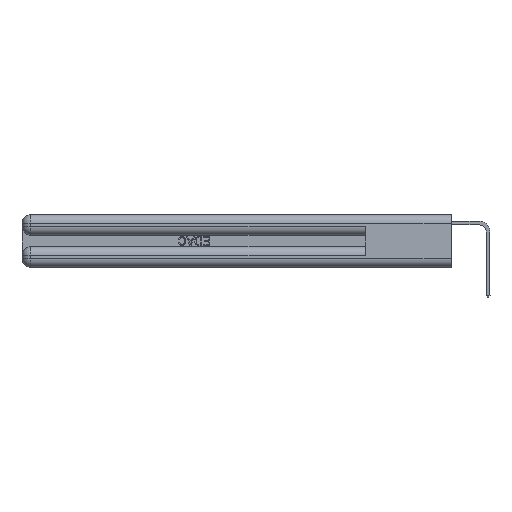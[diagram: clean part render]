
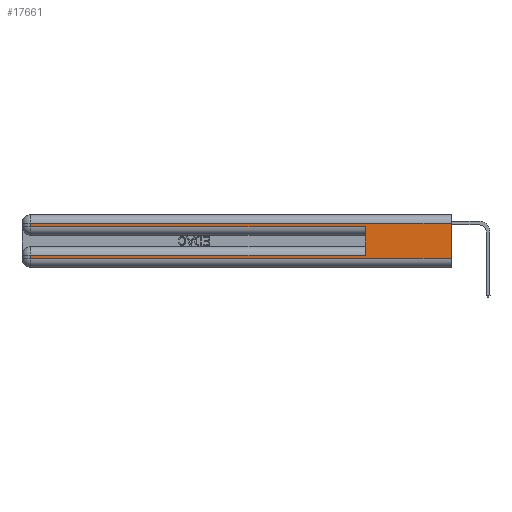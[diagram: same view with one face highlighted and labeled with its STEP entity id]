
A CAD part, left-side view. The second image highlights one B-rep face of the part: STEP entity #17661.
In plain terms, the highlighted planar face has unit normal (-1, 0, 0).
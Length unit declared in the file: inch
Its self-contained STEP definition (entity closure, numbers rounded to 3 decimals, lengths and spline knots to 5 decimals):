
#268 = DIRECTION ( 'NONE',  ( 0., 1., 0. ) ) ;
#2117 = VECTOR ( 'NONE', #22881, 39.37008 ) ;
#2308 = LINE ( 'NONE', #15311, #15429 ) ;
#2542 = DIRECTION ( 'NONE',  ( 1., 0., 0. ) ) ;
#2850 = LINE ( 'NONE', #11288, #18164 ) ;
#3167 = CARTESIAN_POINT ( 'NONE',  ( 0., 0., 0.285 ) ) ;
#4563 = EDGE_CURVE ( 'NONE', #23907, #17171, #2850, .T. ) ;
#4660 = CARTESIAN_POINT ( 'NONE',  ( 0., 0.6, 0.285 ) ) ;
#4840 = LINE ( 'NONE', #8984, #26735 ) ;
#5108 = DIRECTION ( 'NONE',  ( 0., -1., 0. ) ) ;
#5551 = CARTESIAN_POINT ( 'NONE',  ( 0., 2.94, 0.37 ) ) ;
#5593 = CARTESIAN_POINT ( 'NONE',  ( 0., 2.94, 0.31 ) ) ;
#5993 = CARTESIAN_POINT ( 'NONE',  ( 0., 0., 0.37 ) ) ;
#7763 = DIRECTION ( 'NONE',  ( 0., 0., -1. ) ) ;
#7831 = ORIENTED_EDGE ( 'NONE', *, *, #21213, .T. ) ;
#8061 = LINE ( 'NONE', #5993, #2117 ) ;
#8898 = CARTESIAN_POINT ( 'NONE',  ( 0., 0., 0.37 ) ) ;
#8984 = CARTESIAN_POINT ( 'NONE',  ( 0., 0., 0.06 ) ) ;
#9205 = EDGE_CURVE ( 'NONE', #23705, #14628, #24523, .T. ) ;
#9576 = EDGE_CURVE ( 'NONE', #14354, #17171, #17992, .T. ) ;
#10974 = DIRECTION ( 'NONE',  ( 0., 0., -1. ) ) ;
#11288 = CARTESIAN_POINT ( 'NONE',  ( 0., 0.6, 0.145 ) ) ;
#12433 = EDGE_CURVE ( 'NONE', #14628, #22703, #4840, .T. ) ;
#13512 = DIRECTION ( 'NONE',  ( 0., 0., 1. ) ) ;
#13728 = CARTESIAN_POINT ( 'NONE',  ( 0., 2.94, 0.06 ) ) ;
#13729 = ORIENTED_EDGE ( 'NONE', *, *, #4563, .F. ) ;
#14354 = VERTEX_POINT ( 'NONE', #24464 ) ;
#14448 = LINE ( 'NONE', #20814, #19148 ) ;
#14628 = VERTEX_POINT ( 'NONE', #13728 ) ;
#14979 = EDGE_CURVE ( 'NONE', #23907, #23705, #23802, .T. ) ;
#15311 = CARTESIAN_POINT ( 'NONE',  ( 0., 2.94, 0.37 ) ) ;
#15429 = VECTOR ( 'NONE', #19213, 39.37008 ) ;
#16547 = ORIENTED_EDGE ( 'NONE', *, *, #25449, .T. ) ;
#16743 = EDGE_LOOP ( 'NONE', ( #21585, #16547, #7831, #17272, #13729, #20254, #19844, #25492 ) ) ;
#16967 = VECTOR ( 'NONE', #5108, 39.37008 ) ;
#17171 = VERTEX_POINT ( 'NONE', #4660 ) ;
#17272 = ORIENTED_EDGE ( 'NONE', *, *, #9576, .T. ) ;
#17382 = VECTOR ( 'NONE', #7763, 39.37008 ) ;
#17547 = CARTESIAN_POINT ( 'NONE',  ( 0., 0., 0.31 ) ) ;
#17661 = ADVANCED_FACE ( 'NONE', ( #21789 ), #26233, .F. ) ;
#17857 = CARTESIAN_POINT ( 'NONE',  ( 0., 0., 0.06 ) ) ;
#17992 = LINE ( 'NONE', #3167, #16967 ) ;
#18072 = EDGE_CURVE ( 'NONE', #24756, #22703, #8061, .T. ) ;
#18164 = VECTOR ( 'NONE', #13512, 39.37008 ) ;
#18892 = VERTEX_POINT ( 'NONE', #5593 ) ;
#19148 = VECTOR ( 'NONE', #20556, 39.37008 ) ;
#19213 = DIRECTION ( 'NONE',  ( 0., 0., -1. ) ) ;
#19844 = ORIENTED_EDGE ( 'NONE', *, *, #9205, .T. ) ;
#20254 = ORIENTED_EDGE ( 'NONE', *, *, #14979, .T. ) ;
#20556 = DIRECTION ( 'NONE',  ( 0., 1., 0. ) ) ;
#20814 = CARTESIAN_POINT ( 'NONE',  ( 0., 0., 0.31 ) ) ;
#21213 = EDGE_CURVE ( 'NONE', #18892, #14354, #2308, .T. ) ;
#21322 = CARTESIAN_POINT ( 'NONE',  ( 0., 0., 0.085 ) ) ;
#21585 = ORIENTED_EDGE ( 'NONE', *, *, #18072, .F. ) ;
#21738 = DIRECTION ( 'NONE',  ( 0., -1., 0. ) ) ;
#21789 = FACE_OUTER_BOUND ( 'NONE', #16743, .T. ) ;
#22703 = VERTEX_POINT ( 'NONE', #17857 ) ;
#22881 = DIRECTION ( 'NONE',  ( 0., 0., -1. ) ) ;
#23705 = VERTEX_POINT ( 'NONE', #25760 ) ;
#23802 = LINE ( 'NONE', #21322, #26391 ) ;
#23907 = VERTEX_POINT ( 'NONE', #24362 ) ;
#24362 = CARTESIAN_POINT ( 'NONE',  ( 0., 0.6, 0.085 ) ) ;
#24464 = CARTESIAN_POINT ( 'NONE',  ( 0., 2.94, 0.285 ) ) ;
#24523 = LINE ( 'NONE', #5551, #17382 ) ;
#24756 = VERTEX_POINT ( 'NONE', #17547 ) ;
#25449 = EDGE_CURVE ( 'NONE', #24756, #18892, #14448, .T. ) ;
#25492 = ORIENTED_EDGE ( 'NONE', *, *, #12433, .T. ) ;
#25760 = CARTESIAN_POINT ( 'NONE',  ( 0., 2.94, 0.085 ) ) ;
#26015 = AXIS2_PLACEMENT_3D ( 'NONE', #8898, #2542, #10974 ) ;
#26233 = PLANE ( 'NONE',  #26015 ) ;
#26391 = VECTOR ( 'NONE', #268, 39.37008 ) ;
#26735 = VECTOR ( 'NONE', #21738, 39.37008 ) ;
